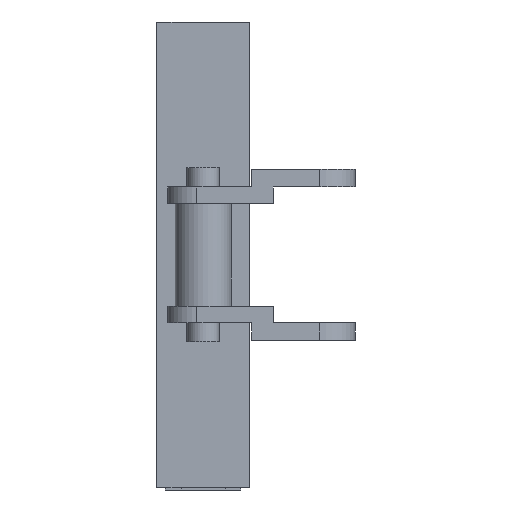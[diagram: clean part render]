
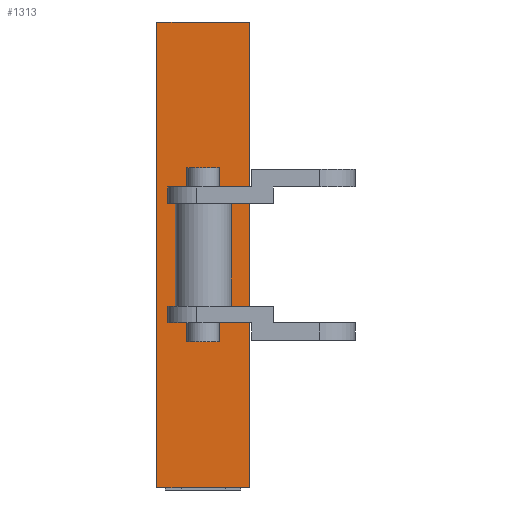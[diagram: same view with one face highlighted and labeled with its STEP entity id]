
A CAD part, front view. The second image highlights one B-rep face of the part: STEP entity #1313.
In plain terms, the highlighted planar face has unit normal (0, -1, 0).
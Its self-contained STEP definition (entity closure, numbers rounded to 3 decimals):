
#58=FACE_BOUND('',#158,.T.);
#86=FACE_OUTER_BOUND('',#157,.T.);
#157=EDGE_LOOP('',(#962,#963,#964,#965));
#158=EDGE_LOOP('',(#966,#967,#968,#969,#970,#971,#972,#973,#974,#975,#976,
#977));
#251=LINE('',#1944,#405);
#261=LINE('',#1961,#415);
#262=LINE('',#1963,#416);
#265=LINE('',#1970,#419);
#266=LINE('',#1974,#420);
#267=LINE('',#1976,#421);
#268=LINE('',#1978,#422);
#269=LINE('',#1980,#423);
#270=LINE('',#1982,#424);
#271=LINE('',#1984,#425);
#272=LINE('',#1986,#426);
#273=LINE('',#1988,#427);
#274=LINE('',#1990,#428);
#275=LINE('',#1992,#429);
#276=LINE('',#1994,#430);
#277=LINE('',#1995,#431);
#405=VECTOR('',#1564,7.85);
#415=VECTOR('',#1576,7.85);
#416=VECTOR('',#1579,39.6);
#419=VECTOR('',#1590,39.6);
#420=VECTOR('',#1593,0.6);
#421=VECTOR('',#1594,1.4);
#422=VECTOR('',#1595,6.);
#423=VECTOR('',#1596,1.4);
#424=VECTOR('',#1597,0.65);
#425=VECTOR('',#1598,8.74);
#426=VECTOR('',#1599,0.65);
#427=VECTOR('',#1600,1.4);
#428=VECTOR('',#1601,6.);
#429=VECTOR('',#1602,1.4);
#430=VECTOR('',#1603,0.6);
#431=VECTOR('',#1604,8.74);
#578=VERTEX_POINT('',#1941);
#579=VERTEX_POINT('',#1943);
#582=VERTEX_POINT('',#1952);
#585=VERTEX_POINT('',#1959);
#586=VERTEX_POINT('',#1972);
#587=VERTEX_POINT('',#1973);
#588=VERTEX_POINT('',#1975);
#589=VERTEX_POINT('',#1977);
#590=VERTEX_POINT('',#1979);
#591=VERTEX_POINT('',#1981);
#592=VERTEX_POINT('',#1983);
#593=VERTEX_POINT('',#1985);
#594=VERTEX_POINT('',#1987);
#595=VERTEX_POINT('',#1989);
#596=VERTEX_POINT('',#1991);
#597=VERTEX_POINT('',#1993);
#719=EDGE_CURVE('',#579,#578,#251,.T.);
#729=EDGE_CURVE('',#585,#582,#261,.T.);
#730=EDGE_CURVE('',#578,#582,#262,.T.);
#733=EDGE_CURVE('',#579,#585,#265,.T.);
#734=EDGE_CURVE('',#586,#587,#266,.T.);
#735=EDGE_CURVE('',#586,#588,#267,.T.);
#736=EDGE_CURVE('',#588,#589,#268,.T.);
#737=EDGE_CURVE('',#590,#589,#269,.T.);
#738=EDGE_CURVE('',#591,#590,#270,.T.);
#739=EDGE_CURVE('',#591,#592,#271,.T.);
#740=EDGE_CURVE('',#592,#593,#272,.T.);
#741=EDGE_CURVE('',#593,#594,#273,.T.);
#742=EDGE_CURVE('',#595,#594,#274,.T.);
#743=EDGE_CURVE('',#596,#595,#275,.T.);
#744=EDGE_CURVE('',#596,#597,#276,.T.);
#745=EDGE_CURVE('',#587,#597,#277,.T.);
#962=ORIENTED_EDGE('',*,*,#719,.T.);
#963=ORIENTED_EDGE('',*,*,#730,.T.);
#964=ORIENTED_EDGE('',*,*,#729,.F.);
#965=ORIENTED_EDGE('',*,*,#733,.F.);
#966=ORIENTED_EDGE('',*,*,#734,.F.);
#967=ORIENTED_EDGE('',*,*,#735,.T.);
#968=ORIENTED_EDGE('',*,*,#736,.T.);
#969=ORIENTED_EDGE('',*,*,#737,.F.);
#970=ORIENTED_EDGE('',*,*,#738,.F.);
#971=ORIENTED_EDGE('',*,*,#739,.T.);
#972=ORIENTED_EDGE('',*,*,#740,.T.);
#973=ORIENTED_EDGE('',*,*,#741,.T.);
#974=ORIENTED_EDGE('',*,*,#742,.F.);
#975=ORIENTED_EDGE('',*,*,#743,.F.);
#976=ORIENTED_EDGE('',*,*,#744,.T.);
#977=ORIENTED_EDGE('',*,*,#745,.F.);
#1255=PLANE('',#1403);
#1313=ADVANCED_FACE('',(#86,#58),#1255,.T.);
#1403=AXIS2_PLACEMENT_3D('',#1971,#1591,#1592);
#1564=DIRECTION('',(1.,0.,0.));
#1576=DIRECTION('',(1.,0.,0.));
#1579=DIRECTION('',(0.,0.,1.));
#1590=DIRECTION('',(0.,0.,1.));
#1591=DIRECTION('center_axis',(0.,-1.,0.));
#1592=DIRECTION('ref_axis',(0.,0.,-1.));
#1593=DIRECTION('',(-1.,0.,0.));
#1594=DIRECTION('',(0.,0.,-1.));
#1595=DIRECTION('',(-1.,0.,0.));
#1596=DIRECTION('',(0.,0.,-1.));
#1597=DIRECTION('',(-1.,0.,0.));
#1598=DIRECTION('',(0.,0.,1.));
#1599=DIRECTION('',(-1.,0.,0.));
#1600=DIRECTION('',(0.,0.,1.));
#1601=DIRECTION('',(-1.,0.,0.));
#1602=DIRECTION('',(0.,0.,1.));
#1603=DIRECTION('',(-1.,0.,0.));
#1604=DIRECTION('',(0.,0.,1.));
#1941=CARTESIAN_POINT('',(3.925,0.,-19.8));
#1943=CARTESIAN_POINT('',(-3.925,0.,-19.8));
#1944=CARTESIAN_POINT('',(-3.925,0.,-19.8));
#1952=CARTESIAN_POINT('',(3.925,0.,19.8));
#1959=CARTESIAN_POINT('',(-3.925,0.,19.8));
#1961=CARTESIAN_POINT('',(-3.925,0.,19.8));
#1963=CARTESIAN_POINT('',(3.925,0.,-19.8));
#1970=CARTESIAN_POINT('',(-3.925,0.,-19.8));
#1971=CARTESIAN_POINT('Origin',(-3.925,0.,-19.8));
#1972=CARTESIAN_POINT('',(2.975,0.,-4.37));
#1973=CARTESIAN_POINT('',(2.375,0.,-4.37));
#1974=CARTESIAN_POINT('',(2.975,0.,-4.37));
#1975=CARTESIAN_POINT('',(2.975,0.,-5.77));
#1976=CARTESIAN_POINT('',(2.975,0.,-4.37));
#1977=CARTESIAN_POINT('',(-3.025,0.,-5.77));
#1978=CARTESIAN_POINT('',(2.975,0.,-5.77));
#1979=CARTESIAN_POINT('',(-3.025,0.,-4.37));
#1980=CARTESIAN_POINT('',(-3.025,0.,-4.37));
#1981=CARTESIAN_POINT('',(-2.375,0.,-4.37));
#1982=CARTESIAN_POINT('',(-2.375,0.,-4.37));
#1983=CARTESIAN_POINT('',(-2.375,0.,4.37));
#1984=CARTESIAN_POINT('',(-2.375,0.,-4.37));
#1985=CARTESIAN_POINT('',(-3.025,0.,4.37));
#1986=CARTESIAN_POINT('',(-2.375,0.,4.37));
#1987=CARTESIAN_POINT('',(-3.025,0.,5.77));
#1988=CARTESIAN_POINT('',(-3.025,0.,4.37));
#1989=CARTESIAN_POINT('',(2.975,0.,5.77));
#1990=CARTESIAN_POINT('',(2.975,0.,5.77));
#1991=CARTESIAN_POINT('',(2.975,0.,4.37));
#1992=CARTESIAN_POINT('',(2.975,0.,4.37));
#1993=CARTESIAN_POINT('',(2.375,0.,4.37));
#1994=CARTESIAN_POINT('',(2.975,0.,4.37));
#1995=CARTESIAN_POINT('',(2.375,0.,-4.37));
